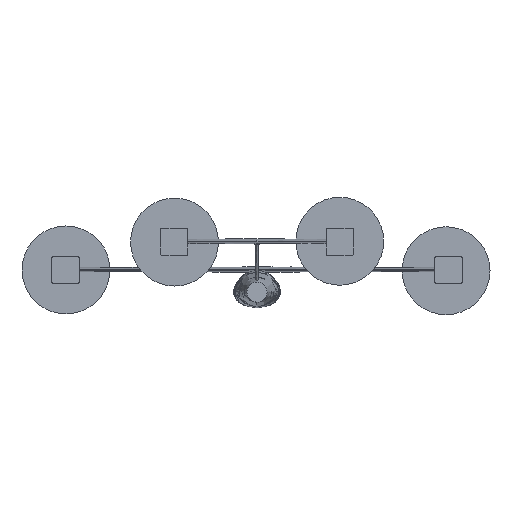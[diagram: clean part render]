
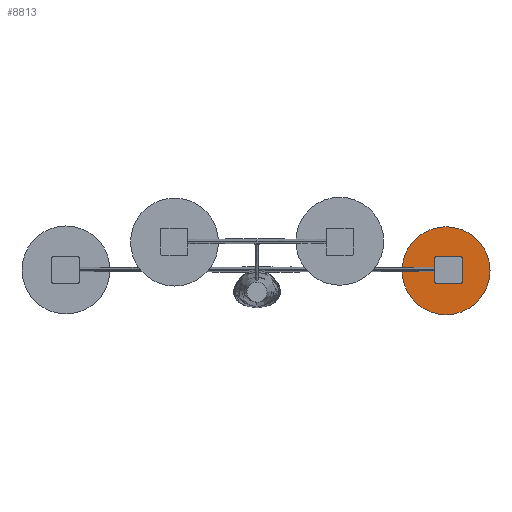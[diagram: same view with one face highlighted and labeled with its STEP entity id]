
A CAD part, top view. The second image highlights one B-rep face of the part: STEP entity #8813.
In plain terms, the highlighted planar face has unit normal (0, 0, 1).
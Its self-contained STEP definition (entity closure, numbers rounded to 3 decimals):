
#18 = CIRCLE ( 'NONE', #4208, 350. ) ;
#21 = AXIS2_PLACEMENT_3D ( 'NONE', #7883, #535, #4072 ) ;
#535 = DIRECTION ( 'NONE',  ( 0., 0., 1. ) ) ;
#1024 = CARTESIAN_POINT ( 'NONE',  ( -350., 0., 30. ) ) ;
#1085 = DIRECTION ( 'NONE',  ( 1., 0., 0. ) ) ;
#1326 = CARTESIAN_POINT ( 'NONE',  ( 350., 0., 30. ) ) ;
#1692 = VERTEX_POINT ( 'NONE', #1326 ) ;
#2060 = CIRCLE ( 'NONE', #7447, 350. ) ;
#3319 = DIRECTION ( 'NONE',  ( 0., 0., 1. ) ) ;
#3629 = DIRECTION ( 'NONE',  ( 1., 0., 0. ) ) ;
#3725 = ORIENTED_EDGE ( 'NONE', *, *, #4104, .T. ) ;
#4072 = DIRECTION ( 'NONE',  ( 1., 0., 0. ) ) ;
#4104 = EDGE_CURVE ( 'NONE', #1692, #5103, #2060, .T. ) ;
#4173 = PLANE ( 'NONE',  #21 ) ;
#4208 = AXIS2_PLACEMENT_3D ( 'NONE', #7882, #6523, #3629 ) ;
#5103 = VERTEX_POINT ( 'NONE', #1024 ) ;
#6523 = DIRECTION ( 'NONE',  ( 0., 0., 1. ) ) ;
#6680 = EDGE_CURVE ( 'NONE', #5103, #1692, #18, .T. ) ;
#7447 = AXIS2_PLACEMENT_3D ( 'NONE', #8486, #3319, #1085 ) ;
#7882 = CARTESIAN_POINT ( 'NONE',  ( 0., 0., 30. ) ) ;
#7883 = CARTESIAN_POINT ( 'NONE',  ( 0., 0., 30. ) ) ;
#8486 = CARTESIAN_POINT ( 'NONE',  ( 0., 0., 30. ) ) ;
#8760 = EDGE_LOOP ( 'NONE', ( #8943, #3725 ) ) ;
#8813 = ADVANCED_FACE ( 'NONE', ( #9242 ), #4173, .T. ) ;
#8943 = ORIENTED_EDGE ( 'NONE', *, *, #6680, .T. ) ;
#9242 = FACE_OUTER_BOUND ( 'NONE', #8760, .T. ) ;
